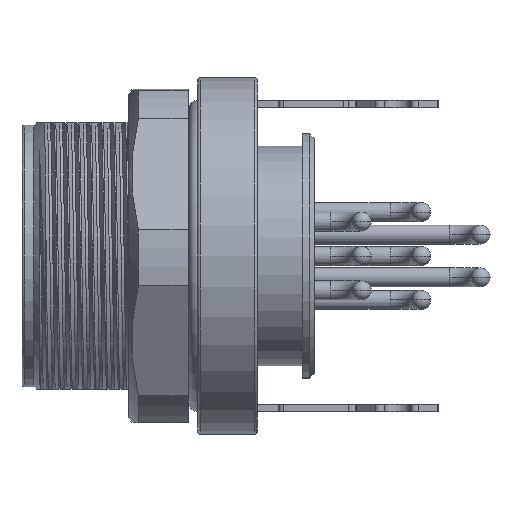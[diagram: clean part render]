
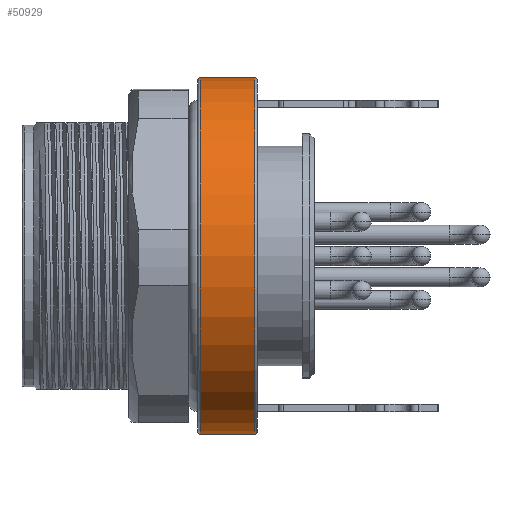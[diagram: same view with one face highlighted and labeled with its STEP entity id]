
A CAD part, front view. The second image highlights one B-rep face of the part: STEP entity #50929.
In plain terms, the highlighted cylindrical face has radius 7.5 mm (diameter 15 mm), a partial arc.
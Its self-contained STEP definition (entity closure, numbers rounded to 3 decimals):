
#161 = EDGE_CURVE ( 'NONE', #26213, #27982, #40724, .T. ) ;
#1458 = CARTESIAN_POINT ( 'NONE',  ( -56.241, 35.722, 0. ) ) ;
#1869 = VERTEX_POINT ( 'NONE', #12688 ) ;
#5940 = AXIS2_PLACEMENT_3D ( 'NONE', #18740, #24147, #45659 ) ;
#6251 = CIRCLE ( 'NONE', #18308, 7.5 ) ;
#6881 = DIRECTION ( 'NONE',  ( 0., 0., 1. ) ) ;
#8610 = VECTOR ( 'NONE', #57898, 1000. ) ;
#10515 = AXIS2_PLACEMENT_3D ( 'NONE', #13355, #51133, #18782 ) ;
#12688 = CARTESIAN_POINT ( 'NONE',  ( -56.241, 35.722, -7.5 ) ) ;
#12833 = CARTESIAN_POINT ( 'NONE',  ( -56.241, 35.722, 7.5 ) ) ;
#13355 = CARTESIAN_POINT ( 'NONE',  ( -53.941, 35.722, 0. ) ) ;
#14582 = CARTESIAN_POINT ( 'NONE',  ( -53.941, 35.722, -7.5 ) ) ;
#15903 = EDGE_CURVE ( 'NONE', #1869, #45671, #31599, .T. ) ;
#18308 = AXIS2_PLACEMENT_3D ( 'NONE', #1458, #39214, #6881 ) ;
#18740 = CARTESIAN_POINT ( 'NONE',  ( -78.968, 35.722, 0. ) ) ;
#18782 = DIRECTION ( 'NONE',  ( 0., 0., -1. ) ) ;
#20182 = EDGE_CURVE ( 'NONE', #26213, #1869, #6251, .T. ) ;
#21455 = CARTESIAN_POINT ( 'NONE',  ( -78.968, 35.722, -7.5 ) ) ;
#24147 = DIRECTION ( 'NONE',  ( 1., 0., 0. ) ) ;
#26213 = VERTEX_POINT ( 'NONE', #12833 ) ;
#27003 = CARTESIAN_POINT ( 'NONE',  ( -53.941, 35.722, 7.5 ) ) ;
#27982 = VERTEX_POINT ( 'NONE', #27003 ) ;
#30300 = ORIENTED_EDGE ( 'NONE', *, *, #65090, .T. ) ;
#31599 = LINE ( 'NONE', #21455, #60302 ) ;
#32926 = CYLINDRICAL_SURFACE ( 'NONE', #5940, 7.5 ) ;
#34316 = EDGE_LOOP ( 'NONE', ( #39961, #37379, #61852, #30300 ) ) ;
#37379 = ORIENTED_EDGE ( 'NONE', *, *, #20182, .T. ) ;
#39214 = DIRECTION ( 'NONE',  ( 1., 0., 0. ) ) ;
#39961 = ORIENTED_EDGE ( 'NONE', *, *, #161, .F. ) ;
#40724 = LINE ( 'NONE', #63376, #8610 ) ;
#45659 = DIRECTION ( 'NONE',  ( 0., 0., -1. ) ) ;
#45671 = VERTEX_POINT ( 'NONE', #14582 ) ;
#50929 = ADVANCED_FACE ( 'NONE', ( #63378 ), #32926, .T. ) ;
#51133 = DIRECTION ( 'NONE',  ( -1., 0., 0. ) ) ;
#57898 = DIRECTION ( 'NONE',  ( 1., 0., 0. ) ) ;
#59238 = DIRECTION ( 'NONE',  ( 1., 0., 0. ) ) ;
#60112 = CIRCLE ( 'NONE', #10515, 7.5 ) ;
#60302 = VECTOR ( 'NONE', #59238, 1000. ) ;
#61852 = ORIENTED_EDGE ( 'NONE', *, *, #15903, .T. ) ;
#63376 = CARTESIAN_POINT ( 'NONE',  ( -78.968, 35.722, 7.5 ) ) ;
#63378 = FACE_OUTER_BOUND ( 'NONE', #34316, .T. ) ;
#65090 = EDGE_CURVE ( 'NONE', #45671, #27982, #60112, .T. ) ;
